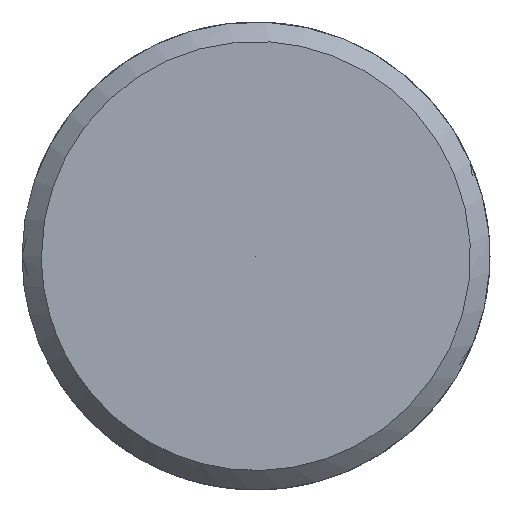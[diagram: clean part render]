
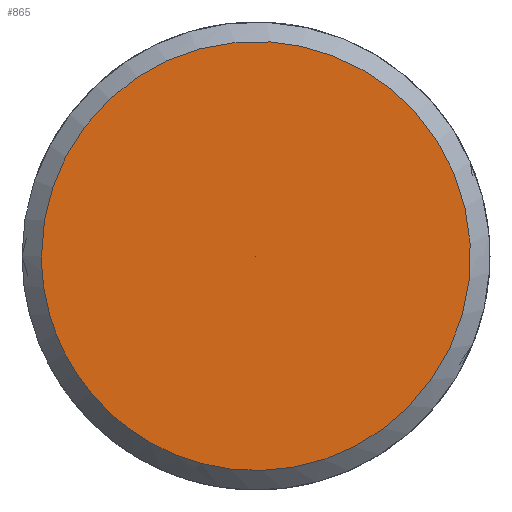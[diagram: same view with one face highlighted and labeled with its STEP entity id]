
A CAD part, left-side view. The second image highlights one B-rep face of the part: STEP entity #865.
In plain terms, the highlighted free-form (B-spline) face has degree [5, 1] with [6, 2] control points.
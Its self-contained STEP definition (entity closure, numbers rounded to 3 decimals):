
#793 = CARTESIAN_POINT ('', (-64., 2.75, 0.));
#794 = VERTEX_POINT ('', #793);
#802 = CARTESIAN_POINT ('', (-64., 2.75, 0.));
#803 = CARTESIAN_POINT ('', (-64., 2.75, 11.));
#804 = CARTESIAN_POINT ('', (-64., -8.25, 5.5));
#805 = CARTESIAN_POINT ('', (-64., -8.25, -5.5));
#806 = CARTESIAN_POINT ('', (-64., 2.75, -11.));
#807 = CARTESIAN_POINT ('', (-64., 2.75, 0.));
#808 = (
   BOUNDED_CURVE ()
   B_SPLINE_CURVE (5, (#802, #803, #804, #805, #806, #807), .UNSPECIFIED., .T., .U.)
   B_SPLINE_CURVE_WITH_KNOTS ((6, 6), (0., 1.), .UNSPECIFIED.)
   CURVE ()
   GEOMETRIC_REPRESENTATION_ITEM ()
   RATIONAL_B_SPLINE_CURVE ((5., 1., 1., 1., 1., 5.))
   REPRESENTATION_ITEM ('')
);
#809 = EDGE_CURVE ('', #794, #794, #808, .T.);
#841 = CARTESIAN_POINT ('', (-64., 0., 0.));
#842 = VERTEX_POINT ('', #841);
#843 = CARTESIAN_POINT ('', (-64., 0., 0.));
#844 = CARTESIAN_POINT ('', (-64., 2.75, 0.));
#845 = B_SPLINE_CURVE_WITH_KNOTS ('', 1, (#843, #844), .UNSPECIFIED., .F., .U., (2, 2), (0., 1.), .UNSPECIFIED.);
#846 = EDGE_CURVE ('', #842, #794, #845, .T.);
#847 = ORIENTED_EDGE ('', *, *, #846, .F.);
#848 = ORIENTED_EDGE ('', *, *, #846, .T.);
#849 = ORIENTED_EDGE ('', *, *, #809, .F.);
#850 = EDGE_LOOP ('', (#847, #848, #849));
#851 = FACE_OUTER_BOUND ('', #850, .T.);
#852 = CARTESIAN_POINT ('', (-64., 0., 0.));
#853 = CARTESIAN_POINT ('', (-64., 2.75, 0.));
#854 = CARTESIAN_POINT ('', (-64., 0., 0.));
#855 = CARTESIAN_POINT ('', (-64., 2.75, 11.));
#856 = CARTESIAN_POINT ('', (-64., 0., 0.));
#857 = CARTESIAN_POINT ('', (-64., -8.25, 5.5));
#858 = CARTESIAN_POINT ('', (-64., 0., 0.));
#859 = CARTESIAN_POINT ('', (-64., -8.25, -5.5));
#860 = CARTESIAN_POINT ('', (-64., 0., 0.));
#861 = CARTESIAN_POINT ('', (-64., 2.75, -11.));
#862 = CARTESIAN_POINT ('', (-64., 0., 0.));
#863 = CARTESIAN_POINT ('', (-64., 2.75, 0.));
#864 = (
   BOUNDED_SURFACE ()
   B_SPLINE_SURFACE (5, 1, ((#852, #853), (#854, #855), (#856, #857), (#858, #859), (#860, #861), (#862, #863)), .UNSPECIFIED., .T., .F., .U.)
   B_SPLINE_SURFACE_WITH_KNOTS ((6, 6), (2, 2), (0., 1.), (0., 1.), .UNSPECIFIED.)
   SURFACE ()
   GEOMETRIC_REPRESENTATION_ITEM ()
   RATIONAL_B_SPLINE_SURFACE (((5., 5.), (1., 1.), (1., 1.), (1., 1.), (1., 1.), (5., 5.)))
   REPRESENTATION_ITEM ('')
);
#865 = ADVANCED_FACE ('', (#851), #864, .T.);
